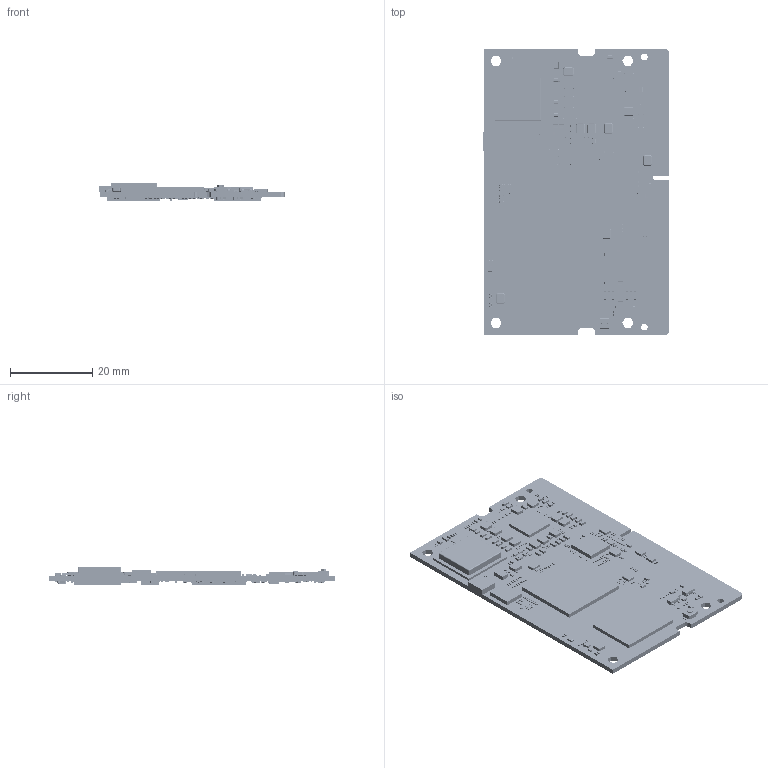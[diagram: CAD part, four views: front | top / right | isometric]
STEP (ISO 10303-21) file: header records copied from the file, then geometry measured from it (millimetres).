
FILE_DESCRIPTION((''),'2;1');
FILE_NAME('RM140_MB_V111_20250825_ASM','2025-12-11T16:27:32',('Owen'),(''),'CREO PARAMETRIC BY PTC INC, 2025123','CREO PARAMETRIC BY PTC INC, 2025123','');
FILE_SCHEMA(('CONFIG_CONTROL_DESIGN','SHAPE_APPEARANCE_LAYERS_GROUPS'));
Products named in the file (33): RM140_MB_V111_20250825; SOD_523; QFN48_0D4_6D4; KEY_2P_4X3; R0201_BGA; R0201; C0201; C0201_BGA; OSC_SM2_2D0X1D2; OSC_SM4_2D5X2D0; DFN8_0D5_2_N9; WLCSP4_0D5_0D9; SOT563; BGA315_12R40X15R00X1R10; SOT_723; QFN12_0D4_1D3; TP_0R70; LGA22_1D27_12D2_13D0; QFN68_0D3_7D0; WSON8_1D27_6D0X5D0; BGA698_0D5_19D0; LED_D0603; L_2520; FB0402; C0603; RF_SM3_3X2D6; SOT23_5; BGA12_0D5_1D5; QFN24_0D5_4; BGA153_0D5_11D5; C0402; R0402; RM140_MB_V111_20250825_ASM
Assembly tree (622 placements, depth 2):
  RM140_MB_V111_20250825_ASM
    RM140_MB_V111_20250825
    SOD_523
    QFN48_0D4_6D4
    KEY_2P_4X3
    R0201_BGA
    R0201  x192
    C0201  x130
    C0201_BGA  x123
    OSC_SM2_2D0X1D2
    OSC_SM4_2D5X2D0  x4
    DFN8_0D5_2_N9
    WLCSP4_0D5_0D9
    SOT563  x5
    BGA315_12R40X15R00X1R10
    SOT_723  x14
    QFN12_0D4_1D3
    TP_0R70  x13
    LGA22_1D27_12D2_13D0
    QFN68_0D3_7D0
    WSON8_1D27_6D0X5D0
    BGA698_0D5_19D0
    LED_D0603
    L_2520  x16
    FB0402  x2
    C0603  x30
    RF_SM3_3X2D6
    SOT23_5  x2
    BGA12_0D5_1D5  x4
    QFN24_0D5_4
    BGA153_0D5_11D5  x2
    C0402  x61
    R0402  x7
Bounding box: 45.15 x 69.65 x 4.6 mm (x, y, z)
Volume: 5126.6 mm3
Topology: 479 solids, 616 shells, 31712 faces, 72531 edges, 38143 vertices
Faces by surface type: cylinder 13996, plane 10785, sphere 5129, torus 1698, bspline 88, cone 16
Full cylindrical faces by diameter (mm): 0.04 x1
Entity records: 47388 total; most frequent: CARTESIAN_POINT 7134, DIRECTION 6524, ORIENTED_EDGE 5130, EDGE_CURVE 2582, AXIS2_PLACEMENT_3D 2423, PRESENTATION_STYLE_ASSIGNMENT 2063, STYLED_ITEM 1681, VECTOR 1678
